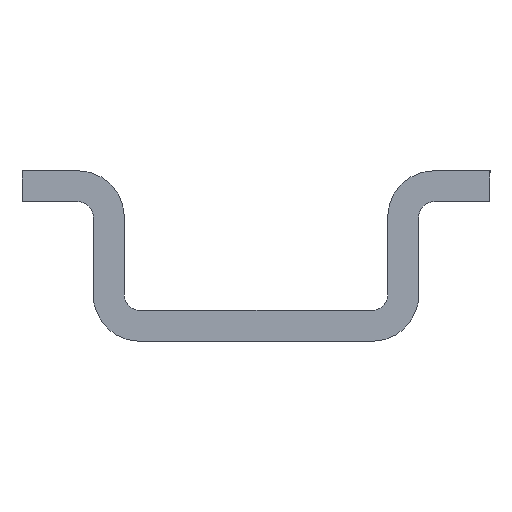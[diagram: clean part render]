
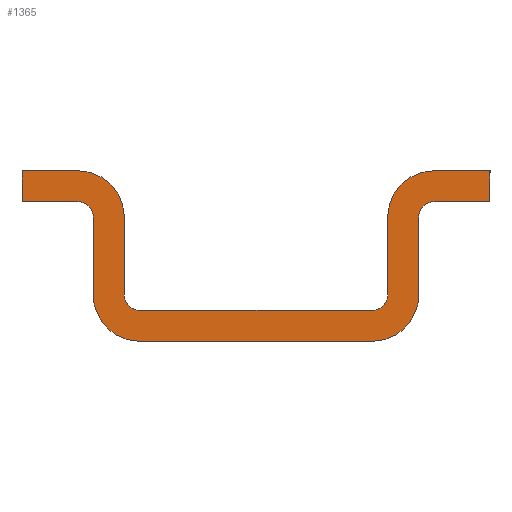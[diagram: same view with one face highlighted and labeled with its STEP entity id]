
A CAD part, left-side view. The second image highlights one B-rep face of the part: STEP entity #1365.
In plain terms, the highlighted planar face has unit normal (-1, 0, 0).
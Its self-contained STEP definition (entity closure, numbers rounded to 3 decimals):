
#71=FACE_OUTER_BOUND('',#141,.T.);
#141=EDGE_LOOP('',(#919,#920,#921,#922,#923,#924,#925,#926,#927,#928,#929,
#930,#931,#932,#933,#934,#935,#936,#937,#938));
#235=CIRCLE('',#1456,1.5);
#236=CIRCLE('',#1457,0.5);
#237=CIRCLE('',#1458,0.5);
#238=CIRCLE('',#1459,1.5);
#239=CIRCLE('',#1460,0.5);
#240=CIRCLE('',#1461,1.5);
#241=CIRCLE('',#1462,1.5);
#242=CIRCLE('',#1463,0.5);
#299=LINE('',#2003,#439);
#300=LINE('',#2005,#440);
#301=LINE('',#2009,#441);
#302=LINE('',#2013,#442);
#303=LINE('',#2017,#443);
#304=LINE('',#2021,#444);
#305=LINE('',#2023,#445);
#306=LINE('',#2025,#446);
#307=LINE('',#2029,#447);
#308=LINE('',#2033,#448);
#309=LINE('',#2037,#449);
#310=LINE('',#2040,#450);
#439=VECTOR('',#1593,10.);
#440=VECTOR('',#1594,10.);
#441=VECTOR('',#1597,10.);
#442=VECTOR('',#1600,10.);
#443=VECTOR('',#1603,10.);
#444=VECTOR('',#1606,10.);
#445=VECTOR('',#1607,10.);
#446=VECTOR('',#1608,10.);
#447=VECTOR('',#1611,10.);
#448=VECTOR('',#1614,10.);
#449=VECTOR('',#1617,10.);
#450=VECTOR('',#1620,10.);
#579=VERTEX_POINT('',#2001);
#580=VERTEX_POINT('',#2002);
#581=VERTEX_POINT('',#2004);
#582=VERTEX_POINT('',#2006);
#583=VERTEX_POINT('',#2008);
#584=VERTEX_POINT('',#2010);
#585=VERTEX_POINT('',#2012);
#586=VERTEX_POINT('',#2014);
#587=VERTEX_POINT('',#2016);
#588=VERTEX_POINT('',#2018);
#589=VERTEX_POINT('',#2020);
#590=VERTEX_POINT('',#2022);
#591=VERTEX_POINT('',#2024);
#592=VERTEX_POINT('',#2026);
#593=VERTEX_POINT('',#2028);
#594=VERTEX_POINT('',#2030);
#595=VERTEX_POINT('',#2032);
#596=VERTEX_POINT('',#2034);
#597=VERTEX_POINT('',#2036);
#598=VERTEX_POINT('',#2038);
#715=EDGE_CURVE('',#579,#580,#299,.T.);
#716=EDGE_CURVE('',#581,#579,#300,.T.);
#717=EDGE_CURVE('',#582,#581,#235,.T.);
#718=EDGE_CURVE('',#583,#582,#301,.T.);
#719=EDGE_CURVE('',#584,#583,#236,.T.);
#720=EDGE_CURVE('',#585,#584,#302,.T.);
#721=EDGE_CURVE('',#586,#585,#237,.T.);
#722=EDGE_CURVE('',#587,#586,#303,.T.);
#723=EDGE_CURVE('',#588,#587,#238,.T.);
#724=EDGE_CURVE('',#589,#588,#304,.T.);
#725=EDGE_CURVE('',#590,#589,#305,.T.);
#726=EDGE_CURVE('',#591,#590,#306,.T.);
#727=EDGE_CURVE('',#592,#591,#239,.T.);
#728=EDGE_CURVE('',#593,#592,#307,.T.);
#729=EDGE_CURVE('',#594,#593,#240,.T.);
#730=EDGE_CURVE('',#595,#594,#308,.T.);
#731=EDGE_CURVE('',#596,#595,#241,.T.);
#732=EDGE_CURVE('',#597,#596,#309,.T.);
#733=EDGE_CURVE('',#598,#597,#242,.T.);
#734=EDGE_CURVE('',#580,#598,#310,.T.);
#919=ORIENTED_EDGE('',*,*,#715,.F.);
#920=ORIENTED_EDGE('',*,*,#716,.F.);
#921=ORIENTED_EDGE('',*,*,#717,.F.);
#922=ORIENTED_EDGE('',*,*,#718,.F.);
#923=ORIENTED_EDGE('',*,*,#719,.F.);
#924=ORIENTED_EDGE('',*,*,#720,.F.);
#925=ORIENTED_EDGE('',*,*,#721,.F.);
#926=ORIENTED_EDGE('',*,*,#722,.F.);
#927=ORIENTED_EDGE('',*,*,#723,.F.);
#928=ORIENTED_EDGE('',*,*,#724,.F.);
#929=ORIENTED_EDGE('',*,*,#725,.F.);
#930=ORIENTED_EDGE('',*,*,#726,.F.);
#931=ORIENTED_EDGE('',*,*,#727,.F.);
#932=ORIENTED_EDGE('',*,*,#728,.F.);
#933=ORIENTED_EDGE('',*,*,#729,.F.);
#934=ORIENTED_EDGE('',*,*,#730,.F.);
#935=ORIENTED_EDGE('',*,*,#731,.F.);
#936=ORIENTED_EDGE('',*,*,#732,.F.);
#937=ORIENTED_EDGE('',*,*,#733,.F.);
#938=ORIENTED_EDGE('',*,*,#734,.F.);
#1327=PLANE('',#1455);
#1365=ADVANCED_FACE('',(#71),#1327,.F.);
#1455=AXIS2_PLACEMENT_3D('',#2000,#1591,#1592);
#1456=AXIS2_PLACEMENT_3D('',#2007,#1595,#1596);
#1457=AXIS2_PLACEMENT_3D('',#2011,#1598,#1599);
#1458=AXIS2_PLACEMENT_3D('',#2015,#1601,#1602);
#1459=AXIS2_PLACEMENT_3D('',#2019,#1604,#1605);
#1460=AXIS2_PLACEMENT_3D('',#2027,#1609,#1610);
#1461=AXIS2_PLACEMENT_3D('',#2031,#1612,#1613);
#1462=AXIS2_PLACEMENT_3D('',#2035,#1615,#1616);
#1463=AXIS2_PLACEMENT_3D('',#2039,#1618,#1619);
#1591=DIRECTION('center_axis',(1.,0.,0.));
#1592=DIRECTION('ref_axis',(0.,-1.,0.));
#1593=DIRECTION('',(0.,0.,-1.));
#1594=DIRECTION('',(0.,-1.,0.));
#1595=DIRECTION('center_axis',(1.,0.,0.));
#1596=DIRECTION('ref_axis',(0.,1.,0.));
#1597=DIRECTION('',(0.,0.,1.));
#1598=DIRECTION('center_axis',(-1.,0.,0.));
#1599=DIRECTION('ref_axis',(0.,1.,0.));
#1600=DIRECTION('',(0.,-1.,0.));
#1601=DIRECTION('center_axis',(-1.,0.,0.));
#1602=DIRECTION('ref_axis',(0.,0.,1.));
#1603=DIRECTION('',(0.,0.,-1.));
#1604=DIRECTION('center_axis',(1.,0.,0.));
#1605=DIRECTION('ref_axis',(0.,0.,1.));
#1606=DIRECTION('',(0.,-1.,0.));
#1607=DIRECTION('',(0.,0.,1.));
#1608=DIRECTION('',(0.,1.,0.));
#1609=DIRECTION('center_axis',(-1.,0.,0.));
#1610=DIRECTION('ref_axis',(0.,0.,-1.));
#1611=DIRECTION('',(0.,0.,1.));
#1612=DIRECTION('center_axis',(1.,0.,0.));
#1613=DIRECTION('ref_axis',(0.,0.,-1.));
#1614=DIRECTION('',(0.,1.,0.));
#1615=DIRECTION('center_axis',(1.,0.,0.));
#1616=DIRECTION('ref_axis',(0.,-1.,0.));
#1617=DIRECTION('',(0.,0.,-1.));
#1618=DIRECTION('center_axis',(-1.,0.,0.));
#1619=DIRECTION('ref_axis',(0.,-1.,0.));
#1620=DIRECTION('',(0.,1.,0.));
#2000=CARTESIAN_POINT('Origin',(381.,109.357,5.5));
#2001=CARTESIAN_POINT('',(381.,-7.55,5.5));
#2002=CARTESIAN_POINT('',(381.,-7.55,4.5));
#2003=CARTESIAN_POINT('',(381.,-7.55,5.));
#2004=CARTESIAN_POINT('',(381.,-5.75,5.5));
#2005=CARTESIAN_POINT('',(381.,50.904,5.5));
#2006=CARTESIAN_POINT('',(381.,-4.25,4.));
#2007=CARTESIAN_POINT('Origin',(381.,-5.75,4.));
#2008=CARTESIAN_POINT('',(381.,-4.25,1.5));
#2009=CARTESIAN_POINT('',(381.,-4.25,4.75));
#2010=CARTESIAN_POINT('',(381.,-3.75,1.));
#2011=CARTESIAN_POINT('Origin',(381.,-3.75,1.5));
#2012=CARTESIAN_POINT('',(381.,3.75,1.));
#2013=CARTESIAN_POINT('',(381.,52.804,1.));
#2014=CARTESIAN_POINT('',(381.,4.25,1.5));
#2015=CARTESIAN_POINT('Origin',(381.,3.75,1.5));
#2016=CARTESIAN_POINT('',(381.,4.25,4.));
#2017=CARTESIAN_POINT('',(381.,4.25,3.5));
#2018=CARTESIAN_POINT('',(381.,5.75,5.5));
#2019=CARTESIAN_POINT('Origin',(381.,5.75,4.));
#2020=CARTESIAN_POINT('',(381.,7.55,5.5));
#2021=CARTESIAN_POINT('',(381.,57.554,5.5));
#2022=CARTESIAN_POINT('',(381.,7.55,4.5));
#2023=CARTESIAN_POINT('',(381.,7.55,5.5));
#2024=CARTESIAN_POINT('',(381.,5.75,4.5));
#2025=CARTESIAN_POINT('',(381.,58.454,4.5));
#2026=CARTESIAN_POINT('',(381.,5.25,4.));
#2027=CARTESIAN_POINT('Origin',(381.,5.75,4.));
#2028=CARTESIAN_POINT('',(381.,5.25,1.5));
#2029=CARTESIAN_POINT('',(381.,5.25,4.75));
#2030=CARTESIAN_POINT('',(381.,3.75,0.));
#2031=CARTESIAN_POINT('Origin',(381.,3.75,1.5));
#2032=CARTESIAN_POINT('',(381.,-3.75,0.));
#2033=CARTESIAN_POINT('',(381.,56.554,0.));
#2034=CARTESIAN_POINT('',(381.,-5.25,1.5));
#2035=CARTESIAN_POINT('Origin',(381.,-3.75,1.5));
#2036=CARTESIAN_POINT('',(381.,-5.25,4.));
#2037=CARTESIAN_POINT('',(381.,-5.25,3.5));
#2038=CARTESIAN_POINT('',(381.,-5.75,4.5));
#2039=CARTESIAN_POINT('Origin',(381.,-5.75,4.));
#2040=CARTESIAN_POINT('',(381.,51.804,4.5));
